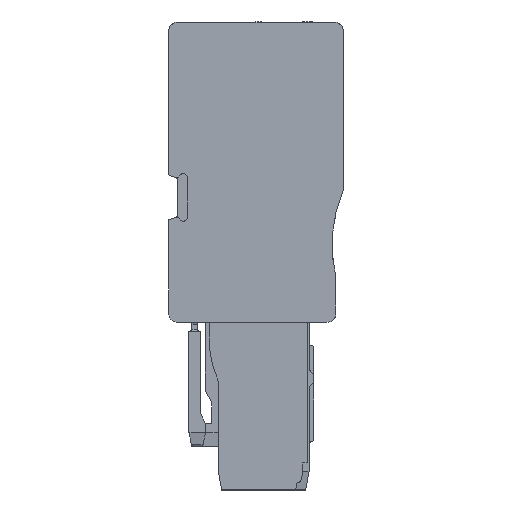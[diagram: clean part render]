
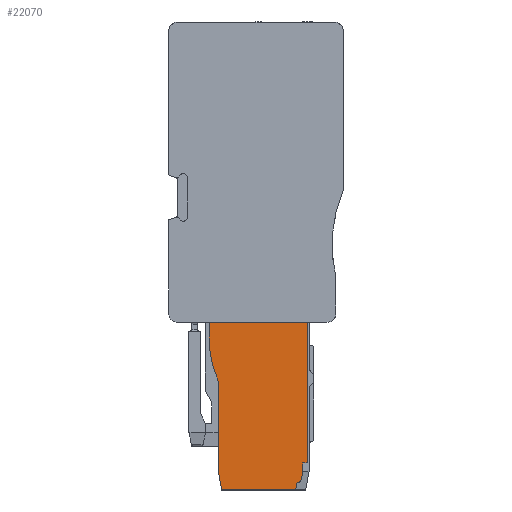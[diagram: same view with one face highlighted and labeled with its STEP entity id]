
A CAD part, left-side view. The second image highlights one B-rep face of the part: STEP entity #22070.
In plain terms, the highlighted planar face has unit normal (-1, 0, 0).
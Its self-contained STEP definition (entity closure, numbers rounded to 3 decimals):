
#17385=AXIS2_PLACEMENT_3D('Plane Axis2P3D',#17382,#17383,#17384) ;
#18114=AXIS2_PLACEMENT_3D('Circle Axis2P3D',#18112,#18113,$) ;
#21706=AXIS2_PLACEMENT_3D('Circle Axis2P3D',#21704,#21705,$) ;
#21749=AXIS2_PLACEMENT_3D('Circle Axis2P3D',#21747,#21748,$) ;
#17382=CARTESIAN_POINT('Axis2P3D Location',(0.8,8.8,18.25)) ;
#18064=CARTESIAN_POINT('Vertex',(0.8,14.6,16.433)) ;
#18067=CARTESIAN_POINT('Line Origine',(0.8,14.6,17.341)) ;
#18071=CARTESIAN_POINT('Vertex',(0.8,14.6,18.25)) ;
#18109=CARTESIAN_POINT('Vertex',(0.8,13.6,11.85)) ;
#18112=CARTESIAN_POINT('Axis2P3D Location',(0.8,3.6,16.433)) ;
#18170=CARTESIAN_POINT('Vertex',(0.8,13.6,2.)) ;
#18173=CARTESIAN_POINT('Line Origine',(0.8,13.6,6.925)) ;
#18228=CARTESIAN_POINT('Vertex',(0.8,13.247,0.)) ;
#18233=CARTESIAN_POINT('Line Origine',(0.8,13.424,1.)) ;
#18255=CARTESIAN_POINT('Line Origine',(0.8,9.213,0.)) ;
#18259=CARTESIAN_POINT('Vertex',(0.8,5.178,0.)) ;
#18308=CARTESIAN_POINT('Vertex',(0.8,5.036,0.8)) ;
#18311=CARTESIAN_POINT('Line Origine',(0.8,5.107,0.4)) ;
#18337=CARTESIAN_POINT('Vertex',(0.8,4.425,2.951)) ;
#18344=CARTESIAN_POINT('Vertex',(0.8,3.91,2.951)) ;
#18347=CARTESIAN_POINT('Line Origine',(0.8,4.167,2.951)) ;
#21701=CARTESIAN_POINT('Vertex',(0.8,4.544,1.213)) ;
#21704=CARTESIAN_POINT('Axis2P3D Location',(0.8,5.036,1.3)) ;
#21720=CARTESIAN_POINT('Vertex',(0.8,4.44,1.8)) ;
#21723=CARTESIAN_POINT('Line Origine',(0.8,4.492,1.507)) ;
#21744=CARTESIAN_POINT('Vertex',(0.8,4.425,1.974)) ;
#21747=CARTESIAN_POINT('Axis2P3D Location',(0.8,5.426,1.974)) ;
#21759=CARTESIAN_POINT('Line Origine',(0.8,4.425,2.462)) ;
#22043=CARTESIAN_POINT('Line Origine',(0.8,9.255,18.25)) ;
#22047=CARTESIAN_POINT('Vertex',(0.8,3.91,18.25)) ;
#22050=CARTESIAN_POINT('Line Origine',(0.8,3.91,10.601)) ;
#17383=DIRECTION('Axis2P3D Direction',(-1.,0.,0.)) ;
#17384=DIRECTION('Axis2P3D XDirection',(0.,-1.,0.)) ;
#18068=DIRECTION('Vector Direction',(0.,0.,-1.)) ;
#18113=DIRECTION('Axis2P3D Direction',(1.,0.,0.)) ;
#18174=DIRECTION('Vector Direction',(0.,0.,-1.)) ;
#18234=DIRECTION('Vector Direction',(0.,-0.174,-0.985)) ;
#18256=DIRECTION('Vector Direction',(0.,-1.,0.)) ;
#18312=DIRECTION('Vector Direction',(0.,0.174,-0.985)) ;
#18348=DIRECTION('Vector Direction',(0.,1.,0.)) ;
#21705=DIRECTION('Axis2P3D Direction',(1.,0.,0.)) ;
#21724=DIRECTION('Vector Direction',(0.,-0.174,0.985)) ;
#21748=DIRECTION('Axis2P3D Direction',(1.,0.,0.)) ;
#21760=DIRECTION('Vector Direction',(0.,0.,1.)) ;
#22044=DIRECTION('Vector Direction',(0.,1.,0.)) ;
#22051=DIRECTION('Vector Direction',(0.,0.,1.)) ;
#18069=VECTOR('Line Direction',#18068,1.) ;
#18175=VECTOR('Line Direction',#18174,1.) ;
#18235=VECTOR('Line Direction',#18234,1.) ;
#18257=VECTOR('Line Direction',#18256,1.) ;
#18313=VECTOR('Line Direction',#18312,1.) ;
#18349=VECTOR('Line Direction',#18348,1.) ;
#21725=VECTOR('Line Direction',#21724,1.) ;
#21761=VECTOR('Line Direction',#21760,1.) ;
#22045=VECTOR('Line Direction',#22044,1.) ;
#22052=VECTOR('Line Direction',#22051,1.) ;
#22056=ORIENTED_EDGE('',*,*,#22049,.T.) ;
#22057=ORIENTED_EDGE('',*,*,#18073,.T.) ;
#22058=ORIENTED_EDGE('',*,*,#18116,.F.) ;
#22059=ORIENTED_EDGE('',*,*,#18177,.T.) ;
#22060=ORIENTED_EDGE('',*,*,#18237,.T.) ;
#22061=ORIENTED_EDGE('',*,*,#18261,.T.) ;
#22062=ORIENTED_EDGE('',*,*,#18315,.F.) ;
#22063=ORIENTED_EDGE('',*,*,#21708,.T.) ;
#22064=ORIENTED_EDGE('',*,*,#21727,.T.) ;
#22065=ORIENTED_EDGE('',*,*,#21751,.T.) ;
#22066=ORIENTED_EDGE('',*,*,#21763,.T.) ;
#22067=ORIENTED_EDGE('',*,*,#18351,.F.) ;
#22068=ORIENTED_EDGE('',*,*,#22054,.T.) ;
#22070=ADVANCED_FACE('66463_MLD_APG_4_L.1\\66463_MLD_APG_4_L',(#22069),#17386,.T.) ;
#18115=CIRCLE('generated circle',#18114,11.) ;
#21707=CIRCLE('generated circle',#21706,0.5) ;
#21750=CIRCLE('generated circle',#21749,1.001) ;
#18073=EDGE_CURVE('',#18072,#18065,#18070,.T.) ;
#18116=EDGE_CURVE('',#18110,#18065,#18115,.T.) ;
#18177=EDGE_CURVE('',#18110,#18171,#18176,.T.) ;
#18237=EDGE_CURVE('',#18171,#18229,#18236,.T.) ;
#18261=EDGE_CURVE('',#18229,#18260,#18258,.T.) ;
#18315=EDGE_CURVE('',#18309,#18260,#18314,.T.) ;
#18351=EDGE_CURVE('',#18345,#18338,#18350,.T.) ;
#21708=EDGE_CURVE('',#18309,#21702,#21707,.F.) ;
#21727=EDGE_CURVE('',#21702,#21721,#21726,.T.) ;
#21751=EDGE_CURVE('',#21721,#21745,#21750,.F.) ;
#21763=EDGE_CURVE('',#21745,#18338,#21762,.T.) ;
#22049=EDGE_CURVE('',#22048,#18072,#22046,.T.) ;
#22054=EDGE_CURVE('',#18345,#22048,#22053,.T.) ;
#22055=EDGE_LOOP('',(#22056,#22057,#22058,#22059,#22060,#22061,#22062,#22063,#22064,#22065,#22066,#22067,#22068)) ;
#22069=FACE_OUTER_BOUND('',#22055,.T.) ;
#18070=LINE('Line',#18067,#18069) ;
#18176=LINE('Line',#18173,#18175) ;
#18236=LINE('Line',#18233,#18235) ;
#18258=LINE('Line',#18255,#18257) ;
#18314=LINE('Line',#18311,#18313) ;
#18350=LINE('Line',#18347,#18349) ;
#21726=LINE('Line',#21723,#21725) ;
#21762=LINE('Line',#21759,#21761) ;
#22046=LINE('Line',#22043,#22045) ;
#22053=LINE('Line',#22050,#22052) ;
#17386=PLANE('',#17385) ;
#18065=VERTEX_POINT('',#18064) ;
#18072=VERTEX_POINT('',#18071) ;
#18110=VERTEX_POINT('',#18109) ;
#18171=VERTEX_POINT('',#18170) ;
#18229=VERTEX_POINT('',#18228) ;
#18260=VERTEX_POINT('',#18259) ;
#18309=VERTEX_POINT('',#18308) ;
#18338=VERTEX_POINT('',#18337) ;
#18345=VERTEX_POINT('',#18344) ;
#21702=VERTEX_POINT('',#21701) ;
#21721=VERTEX_POINT('',#21720) ;
#21745=VERTEX_POINT('',#21744) ;
#22048=VERTEX_POINT('',#22047) ;
